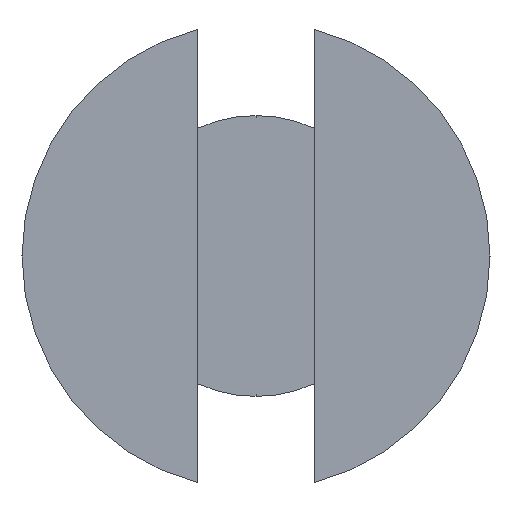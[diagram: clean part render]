
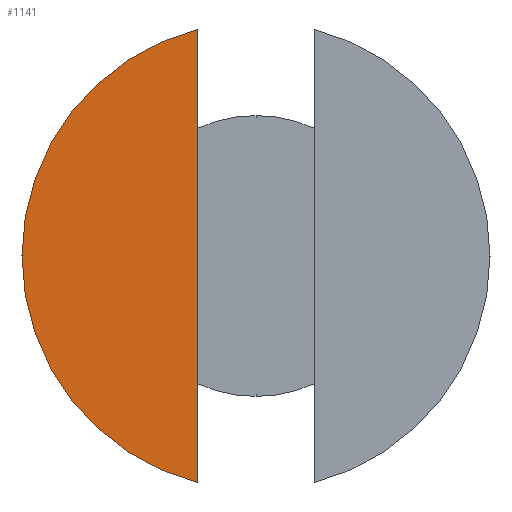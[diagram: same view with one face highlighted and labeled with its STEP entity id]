
A CAD part, left-side view. The second image highlights one B-rep face of the part: STEP entity #1141.
In plain terms, the highlighted planar face has unit normal (-1, 0, 0).
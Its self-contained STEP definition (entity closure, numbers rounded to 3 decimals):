
#69 = DIRECTION ( 'NONE',  ( -1., 0., 0. ) ) ;
#99 = DIRECTION ( 'NONE',  ( 0., 0., -1. ) ) ;
#158 = VERTEX_POINT ( 'NONE', #2047 ) ;
#258 = PLANE ( 'NONE',  #1383 ) ;
#317 = EDGE_LOOP ( 'NONE', ( #1785, #335 ) ) ;
#335 = ORIENTED_EDGE ( 'NONE', *, *, #2295, .T. ) ;
#382 = CARTESIAN_POINT ( 'NONE',  ( 0., 0.5, 1.936 ) ) ;
#611 = DIRECTION ( 'NONE',  ( -1., 0., 0. ) ) ;
#685 = VECTOR ( 'NONE', #99, 1000. ) ;
#775 = CIRCLE ( 'NONE', #1490, 2. ) ;
#991 = CARTESIAN_POINT ( 'NONE',  ( 0., 0., 0. ) ) ;
#1003 = DIRECTION ( 'NONE',  ( 0., 0., 1. ) ) ;
#1115 = FACE_OUTER_BOUND ( 'NONE', #317, .T. ) ;
#1141 = ADVANCED_FACE ( 'NONE', ( #1115 ), #258, .T. ) ;
#1383 = AXIS2_PLACEMENT_3D ( 'NONE', #991, #69, #1003 ) ;
#1490 = AXIS2_PLACEMENT_3D ( 'NONE', #2364, #611, #2021 ) ;
#1559 = VERTEX_POINT ( 'NONE', #382 ) ;
#1785 = ORIENTED_EDGE ( 'NONE', *, *, #2253, .F. ) ;
#2021 = DIRECTION ( 'NONE',  ( 0., 0., 1. ) ) ;
#2047 = CARTESIAN_POINT ( 'NONE',  ( 0., 0.5, -1.936 ) ) ;
#2152 = CARTESIAN_POINT ( 'NONE',  ( 0., 0.5, 2. ) ) ;
#2253 = EDGE_CURVE ( 'NONE', #1559, #158, #2317, .T. ) ;
#2295 = EDGE_CURVE ( 'NONE', #1559, #158, #775, .T. ) ;
#2317 = LINE ( 'NONE', #2152, #685 ) ;
#2364 = CARTESIAN_POINT ( 'NONE',  ( 0., 0., 0. ) ) ;
